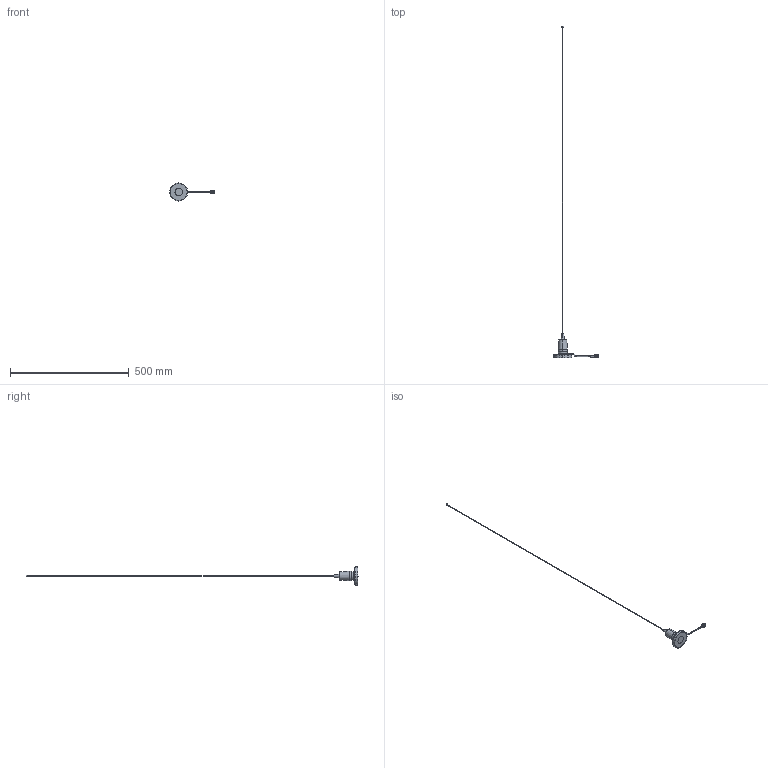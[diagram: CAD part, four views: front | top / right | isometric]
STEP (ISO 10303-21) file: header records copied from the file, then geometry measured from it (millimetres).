
FILE_DESCRIPTION (( 'STEP AP214' ), '1' );
FILE_NAME ('FMANMOB1006-RTP_3D.step', '2023-03-15T17:40:05', ( '' ), ( '' ), 'SwSTEP 2.0', 'SolidWorks 2022', '' );
FILE_SCHEMA (( 'AUTOMOTIVE_DESIGN' ));
Length unit declared in the file: inch
Products named in the file (6): Copy of RTP 230124^FMMA1-RTPA10; FMMA1-RTPA10; 1084 230124; FMANMOB1006-RTP_3D; Copy of HeatShrink-195-3_230124^FMMA1-RTPA10; Copy of NMO Base w Cable^FMMA1-RTPA10
Assembly tree (5 placements, depth 3):
  FMANMOB1006-RTP_3D
    FMMA1-RTPA10
      Copy of NMO Base w Cable^FMMA1-RTPA10
      Copy of HeatShrink-195-3_230124^FMMA1-RTPA10
      Copy of RTP 230124^FMMA1-RTPA10
    1084 230124
Bounding box: 187.49 x 1398.4 x 76 mm (x, y, z)
Volume: 130888.7 mm3; surface area: 67585.2 mm2
Topology: 11 solids, 11 shells, 2842 faces, 6077 edges, 3272 vertices
Faces by surface type: bspline 2016, cylinder 652, plane 106, cone 54, torus 14
Entity records: 111172 total; most frequent: CARTESIAN_POINT 70296, ORIENTED_EDGE 12142, EDGE_CURVE 6071, VERTEX_POINT 3272, DIRECTION 2960, EDGE_LOOP 2883, FACE_OUTER_BOUND 2842, ADVANCED_FACE 2842
